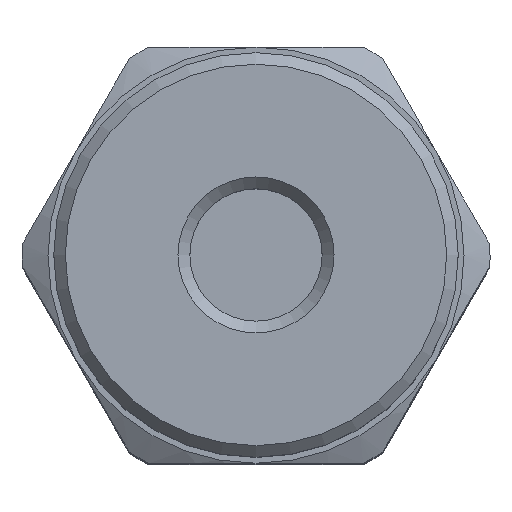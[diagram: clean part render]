
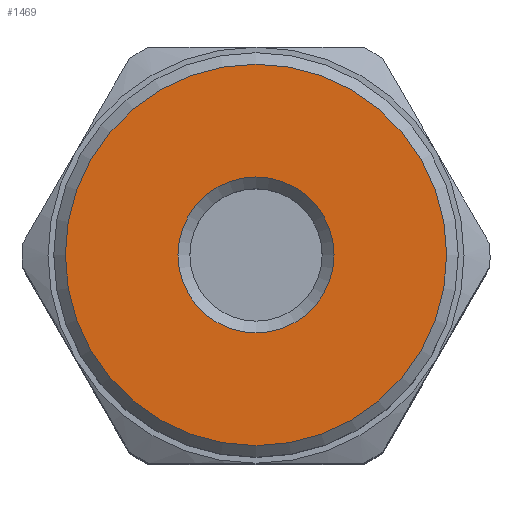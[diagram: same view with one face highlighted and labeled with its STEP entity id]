
A CAD part, top view. The second image highlights one B-rep face of the part: STEP entity #1469.
In plain terms, the highlighted planar face has unit normal (0, 0, 1).
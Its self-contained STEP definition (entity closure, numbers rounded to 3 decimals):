
#243=PLANE('',#1643);
#510=ORIENTED_EDGE('',*,*,#693,.T.);
#511=ORIENTED_EDGE('',*,*,#832,.T.);
#693=EDGE_CURVE('',#904,#904,#1045,.T.);
#832=EDGE_CURVE('',#994,#994,#1104,.T.);
#904=VERTEX_POINT('',#2155);
#994=VERTEX_POINT('',#2618);
#1045=CIRCLE('',#1531,6.75);
#1104=CIRCLE('',#1644,16.5);
#1197=EDGE_LOOP('',(#510));
#1198=EDGE_LOOP('',(#511));
#1323=FACE_BOUND('',#1197,.T.);
#1324=FACE_BOUND('',#1198,.T.);
#1469=ADVANCED_FACE('',(#1323,#1324),#243,.T.);
#1531=AXIS2_PLACEMENT_3D('',#2154,#1726,#1727);
#1643=AXIS2_PLACEMENT_3D('',#2616,#1978,#1979);
#1644=AXIS2_PLACEMENT_3D('',#2617,#1980,#1981);
#1726=DIRECTION('',(0.,0.,-1.));
#1727=DIRECTION('',(0.,1.,0.));
#1978=DIRECTION('',(0.,0.,1.));
#1979=DIRECTION('',(1.,0.,0.));
#1980=DIRECTION('',(0.,0.,1.));
#1981=DIRECTION('',(1.,0.,0.));
#2154=CARTESIAN_POINT('',(0.,0.,39.));
#2155=CARTESIAN_POINT('',(0.,6.75,39.));
#2616=CARTESIAN_POINT('',(0.,0.,39.));
#2617=CARTESIAN_POINT('',(0.,0.,39.));
#2618=CARTESIAN_POINT('',(16.5,0.,39.));
